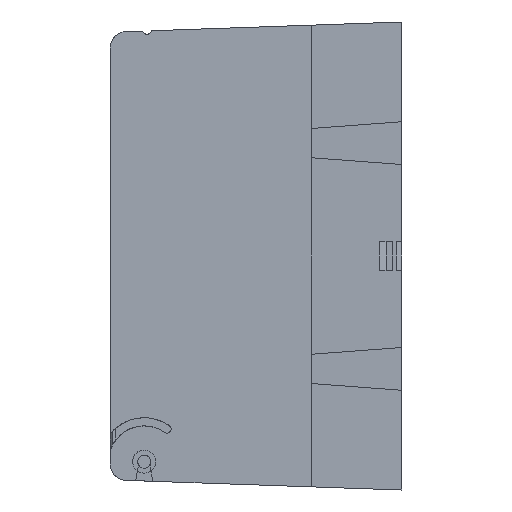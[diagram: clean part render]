
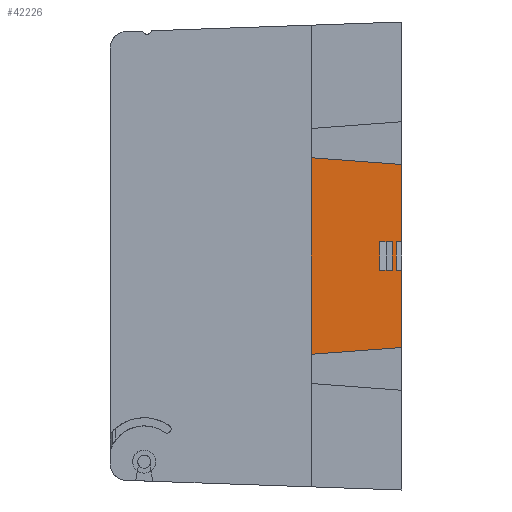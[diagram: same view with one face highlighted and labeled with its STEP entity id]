
A CAD part, left-side view. The second image highlights one B-rep face of the part: STEP entity #42226.
In plain terms, the highlighted planar face has unit normal (-1, 0, 0).
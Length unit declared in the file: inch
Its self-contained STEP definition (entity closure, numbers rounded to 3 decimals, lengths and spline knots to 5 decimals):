
#1746 = DIRECTION ( 'NONE',  ( 0., -0.997, 0.074 ) ) ;
#4809 = CARTESIAN_POINT ( 'NONE',  ( -6.525, 0.065, -0.175 ) ) ;
#5526 = DIRECTION ( 'NONE',  ( 0., -1., 0. ) ) ;
#6981 = LINE ( 'NONE', #4809, #50447 ) ;
#8189 = LINE ( 'NONE', #92306, #54422 ) ;
#9219 = CARTESIAN_POINT ( 'NONE',  ( -6.525, 0.115, -0.175 ) ) ;
#9601 = VERTEX_POINT ( 'NONE', #84155 ) ;
#10150 = CARTESIAN_POINT ( 'NONE',  ( -6.525, -0.55706, -1.07371 ) ) ;
#10875 = VECTOR ( 'NONE', #69037, 39.37008 ) ;
#11055 = ORIENTED_EDGE ( 'NONE', *, *, #55708, .T. ) ;
#11493 = DIRECTION ( 'NONE',  ( 0., -1., 0. ) ) ;
#11582 = FACE_BOUND ( 'NONE', #95954, .T. ) ;
#12634 = VERTEX_POINT ( 'NONE', #42461 ) ;
#13196 = ORIENTED_EDGE ( 'NONE', *, *, #73594, .F. ) ;
#13517 = DIRECTION ( 'NONE',  ( 0., 0., 1. ) ) ;
#14968 = VECTOR ( 'NONE', #11493, 39.37008 ) ;
#19811 = ORIENTED_EDGE ( 'NONE', *, *, #24649, .T. ) ;
#20994 = ORIENTED_EDGE ( 'NONE', *, *, #102091, .F. ) ;
#21301 = LINE ( 'NONE', #22218, #67581 ) ;
#22218 = CARTESIAN_POINT ( 'NONE',  ( -6.525, 0., 0.175 ) ) ;
#22832 = LINE ( 'NONE', #52164, #66378 ) ;
#24455 = VECTOR ( 'NONE', #106640, 39.37008 ) ;
#24649 = EDGE_CURVE ( 'NONE', #70318, #9601, #61311, .T. ) ;
#28197 = PLANE ( 'NONE',  #39057 ) ;
#28855 = ORIENTED_EDGE ( 'NONE', *, *, #44568, .F. ) ;
#29110 = VERTEX_POINT ( 'NONE', #83332 ) ;
#30524 = CARTESIAN_POINT ( 'NONE',  ( -6.525, 0., 6.44233 ) ) ;
#30858 = VECTOR ( 'NONE', #91505, 39.37008 ) ;
#33128 = LINE ( 'NONE', #99777, #99942 ) ;
#33776 = LINE ( 'NONE', #9219, #56904 ) ;
#34461 = ORIENTED_EDGE ( 'NONE', *, *, #71469, .F. ) ;
#39057 = AXIS2_PLACEMENT_3D ( 'NONE', #98320, #46060, #107031 ) ;
#39300 = VECTOR ( 'NONE', #91647, 39.37008 ) ;
#40112 = CARTESIAN_POINT ( 'NONE',  ( -6.525, 1.1, 1.19653 ) ) ;
#40783 = VERTEX_POINT ( 'NONE', #90619 ) ;
#41950 = VERTEX_POINT ( 'NONE', #68226 ) ;
#42147 = LINE ( 'NONE', #80369, #24455 ) ;
#42226 = ADVANCED_FACE ( 'NONE', ( #55120, #11582 ), #28197, .F. ) ;
#42461 = CARTESIAN_POINT ( 'NONE',  ( -6.525, 0., -1.115 ) ) ;
#43628 = CARTESIAN_POINT ( 'NONE',  ( -6.525, 0.115, -0.175 ) ) ;
#44568 = EDGE_CURVE ( 'NONE', #63447, #73821, #22832, .T. ) ;
#46060 = DIRECTION ( 'NONE',  ( 1., 0., 0. ) ) ;
#46449 = CARTESIAN_POINT ( 'NONE',  ( -6.525, 0.115, 0.175 ) ) ;
#48628 = EDGE_CURVE ( 'NONE', #40783, #12634, #49643, .T. ) ;
#49643 = LINE ( 'NONE', #10150, #93328 ) ;
#50447 = VECTOR ( 'NONE', #13517, 39.37008 ) ;
#52164 = CARTESIAN_POINT ( 'NONE',  ( -6.525, 0., 1.115 ) ) ;
#52523 = DIRECTION ( 'NONE',  ( 0., -0.997, -0.074 ) ) ;
#53594 = EDGE_CURVE ( 'NONE', #63615, #66343, #21301, .T. ) ;
#53667 = CARTESIAN_POINT ( 'NONE',  ( -6.525, 0., -0.175 ) ) ;
#53915 = ORIENTED_EDGE ( 'NONE', *, *, #109079, .T. ) ;
#54422 = VECTOR ( 'NONE', #5526, 39.37008 ) ;
#55120 = FACE_OUTER_BOUND ( 'NONE', #96087, .T. ) ;
#55654 = ORIENTED_EDGE ( 'NONE', *, *, #101796, .T. ) ;
#55708 = EDGE_CURVE ( 'NONE', #63447, #40783, #97937, .T. ) ;
#56904 = VECTOR ( 'NONE', #61290, 39.37008 ) ;
#58691 = CARTESIAN_POINT ( 'NONE',  ( -6.525, 0., 1.115 ) ) ;
#60301 = CARTESIAN_POINT ( 'NONE',  ( -6.525, 0.115, -0.175 ) ) ;
#61290 = DIRECTION ( 'NONE',  ( 0., -1., 0. ) ) ;
#61311 = LINE ( 'NONE', #46449, #14968 ) ;
#63447 = VERTEX_POINT ( 'NONE', #40112 ) ;
#63615 = VERTEX_POINT ( 'NONE', #84636 ) ;
#65030 = DIRECTION ( 'NONE',  ( 0., 0., 1. ) ) ;
#65201 = ORIENTED_EDGE ( 'NONE', *, *, #99855, .F. ) ;
#66343 = VERTEX_POINT ( 'NONE', #112620 ) ;
#66378 = VECTOR ( 'NONE', #52523, 39.37008 ) ;
#67581 = VECTOR ( 'NONE', #82742, 39.37008 ) ;
#68226 = CARTESIAN_POINT ( 'NONE',  ( -6.525, 0.065, -0.175 ) ) ;
#69037 = DIRECTION ( 'NONE',  ( 0., 0., 1. ) ) ;
#70318 = VERTEX_POINT ( 'NONE', #106572 ) ;
#71469 = EDGE_CURVE ( 'NONE', #29110, #77988, #33776, .T. ) ;
#73594 = EDGE_CURVE ( 'NONE', #98663, #12634, #97682, .T. ) ;
#73821 = VERTEX_POINT ( 'NONE', #58691 ) ;
#77988 = VERTEX_POINT ( 'NONE', #43628 ) ;
#80369 = CARTESIAN_POINT ( 'NONE',  ( -6.525, 0., 6.44233 ) ) ;
#82742 = DIRECTION ( 'NONE',  ( 0., -1., 0. ) ) ;
#83332 = CARTESIAN_POINT ( 'NONE',  ( -6.525, 0.26794, -0.175 ) ) ;
#84155 = CARTESIAN_POINT ( 'NONE',  ( -6.525, 0.115, 0.175 ) ) ;
#84636 = CARTESIAN_POINT ( 'NONE',  ( -6.525, 0.065, 0.175 ) ) ;
#87013 = ORIENTED_EDGE ( 'NONE', *, *, #53594, .T. ) ;
#90619 = CARTESIAN_POINT ( 'NONE',  ( -6.525, 1.1, -1.19653 ) ) ;
#90623 = EDGE_CURVE ( 'NONE', #41950, #98663, #8189, .T. ) ;
#91505 = DIRECTION ( 'NONE',  ( 0., 0., -1. ) ) ;
#91647 = DIRECTION ( 'NONE',  ( 0., 0., -1. ) ) ;
#92306 = CARTESIAN_POINT ( 'NONE',  ( -6.525, 0., -0.175 ) ) ;
#93328 = VECTOR ( 'NONE', #1746, 39.37008 ) ;
#95954 = EDGE_LOOP ( 'NONE', ( #34461, #53915, #19811, #20994 ) ) ;
#96087 = EDGE_LOOP ( 'NONE', ( #13196, #101954, #55654, #87013, #65201, #28855, #11055, #108619 ) ) ;
#97682 = LINE ( 'NONE', #30524, #30858 ) ;
#97937 = LINE ( 'NONE', #100404, #39300 ) ;
#98320 = CARTESIAN_POINT ( 'NONE',  ( -6.525, 0., 6.44233 ) ) ;
#98663 = VERTEX_POINT ( 'NONE', #53667 ) ;
#99777 = CARTESIAN_POINT ( 'NONE',  ( -6.525, 0.26794, -0.175 ) ) ;
#99855 = EDGE_CURVE ( 'NONE', #73821, #66343, #42147, .T. ) ;
#99942 = VECTOR ( 'NONE', #65030, 39.37008 ) ;
#100404 = CARTESIAN_POINT ( 'NONE',  ( -6.525, 1.1, 6.44233 ) ) ;
#101796 = EDGE_CURVE ( 'NONE', #41950, #63615, #6981, .T. ) ;
#101954 = ORIENTED_EDGE ( 'NONE', *, *, #90623, .F. ) ;
#102091 = EDGE_CURVE ( 'NONE', #77988, #9601, #106225, .T. ) ;
#106225 = LINE ( 'NONE', #60301, #10875 ) ;
#106572 = CARTESIAN_POINT ( 'NONE',  ( -6.525, 0.26794, 0.175 ) ) ;
#106640 = DIRECTION ( 'NONE',  ( 0., 0., -1. ) ) ;
#107031 = DIRECTION ( 'NONE',  ( 0., 0., -1. ) ) ;
#108619 = ORIENTED_EDGE ( 'NONE', *, *, #48628, .T. ) ;
#109079 = EDGE_CURVE ( 'NONE', #29110, #70318, #33128, .T. ) ;
#112620 = CARTESIAN_POINT ( 'NONE',  ( -6.525, 0., 0.175 ) ) ;
